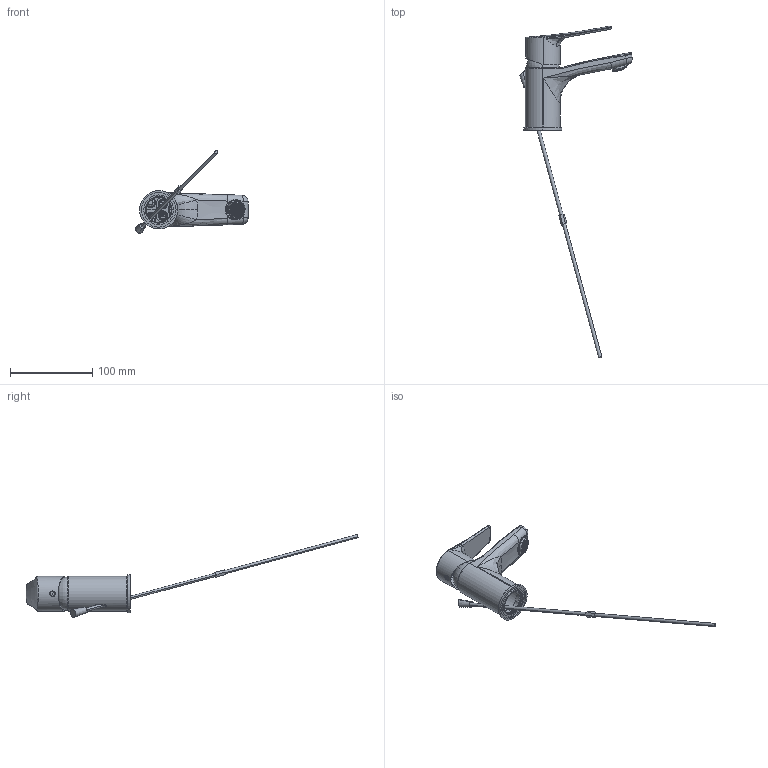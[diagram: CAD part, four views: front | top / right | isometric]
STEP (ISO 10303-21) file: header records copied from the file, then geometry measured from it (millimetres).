
FILE_DESCRIPTION (( 'STEP AP203' ), '1' );
FILE_NAME ('52AP08880.STEP', '2023-10-17T10:07:37', ( '' ), ( '' ), 'SwSTEP 2.0', 'SolidWorks 2021', '' );
FILE_SCHEMA (( 'CONFIG_CONTROL_DESIGN' ));
Products named in the file (1): 52AP08880
Bounding box: 136.65 x 403.38 x 100.5 mm (x, y, z)
Volume: 91446.9 mm3; surface area: 76027.8 mm2
Topology: 13 solids, 13 shells, 2416 faces, 6100 edges, 3963 vertices
Faces by surface type: plane 1909, bspline 205, cylinder 201, cone 60, torus 25, sphere 16
Entity records: 104854 total; most frequent: CARTESIAN_POINT 47381, ORIENTED_EDGE 12162, DIRECTION 11505, EDGE_CURVE 6081, VERTEX_POINT 3963, AXIS2_PLACEMENT_3D 3867, VECTOR 3771, LINE 3771
